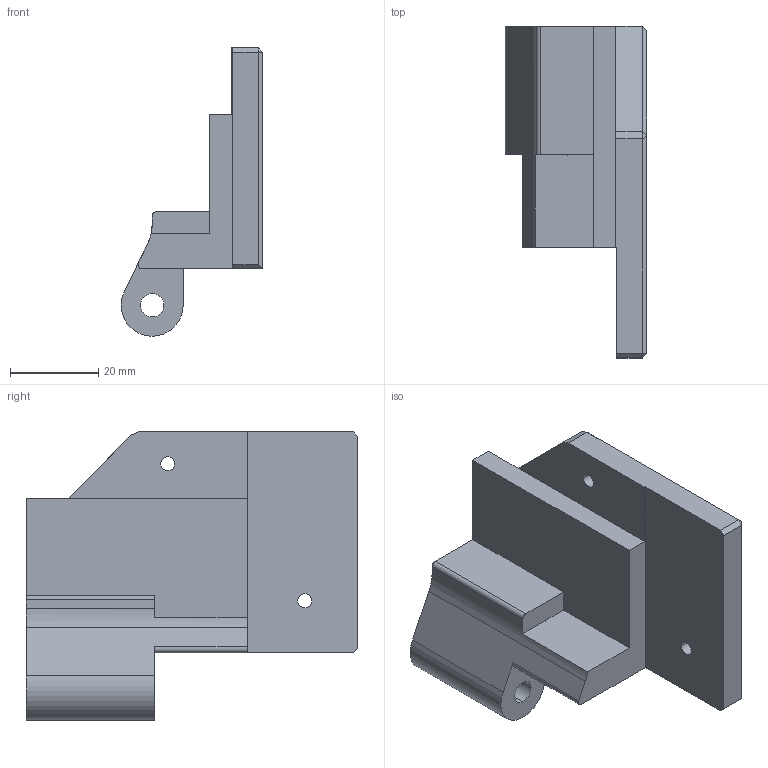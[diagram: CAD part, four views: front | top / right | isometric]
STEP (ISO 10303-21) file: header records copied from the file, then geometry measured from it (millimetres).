
FILE_DESCRIPTION(('FreeCAD Model'),'2;1');
FILE_NAME('1_black_up_hinge_left.stp','2021-01-19T21:38:03',('Author'),(''), 'Open CASCADE STEP processor 7.3','FreeCAD','Unknown');
FILE_SCHEMA(('AUTOMOTIVE_DESIGN { 1 0 10303 214 1 1 1 1 }'));
Length unit declared in the file: millimetre
Products named in the file (1): black_L_hinge
Bounding box: 31.99 x 75 x 65.2 mm (x, y, z)
Volume: 39975.7 mm3; surface area: 12949.8 mm2
Topology: 1 solids, 1 shells, 54 faces, 143 edges, 91 vertices
Faces by surface type: bspline 44, revolution 10
Entity records: 3752 total; most frequent: CARTESIAN_POINT 1471, ORIENTED_EDGE 286, PCURVE 286, DEFINITIONAL_REPRESENTATION 286, B_SPLINE_CURVE_WITH_KNOTS 286, DIRECTION 186, EDGE_CURVE 143, SURFACE_CURVE 143
